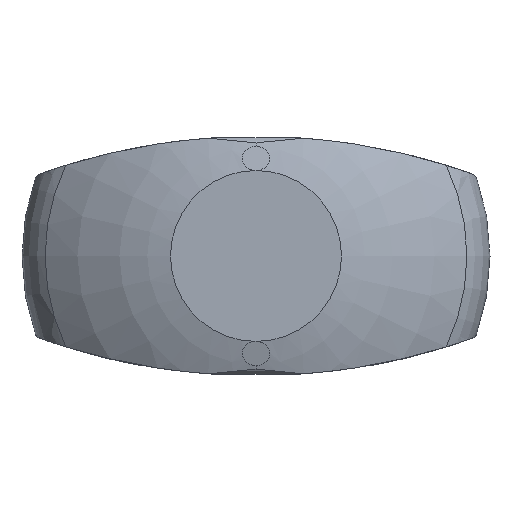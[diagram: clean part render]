
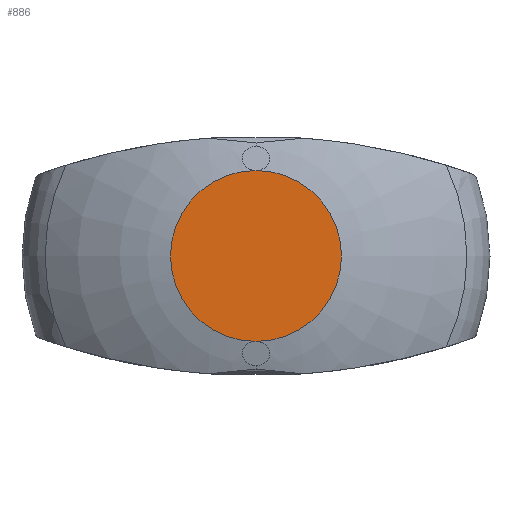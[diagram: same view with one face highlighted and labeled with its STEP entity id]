
A CAD part, top view. The second image highlights one B-rep face of the part: STEP entity #886.
In plain terms, the highlighted planar face has unit normal (0, 0, 1).
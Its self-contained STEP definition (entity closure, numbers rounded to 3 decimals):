
#836=EDGE_CURVE('',#1136,#1206,#1956,.T.);
#886=ADVANCED_FACE('',(#2009),#2010,.T.);
#1136=VERTEX_POINT('',#2284);
#1206=VERTEX_POINT('',#2359);
#1480=EDGE_CURVE('',#1206,#1136,#2660,.T.);
#1956=CIRCLE('',#3901,8.95);
#2009=FACE_OUTER_BOUND('',#4005,.T.);
#2010=PLANE('',#4006);
#2284=CARTESIAN_POINT('',(0.0,-8.95,40.5));
#2359=CARTESIAN_POINT('',(0.0,8.95,40.5));
#2660=CIRCLE('',#6184,8.95);
#3901=AXIS2_PLACEMENT_3D('',#7018,#7019,#7020);
#4005=EDGE_LOOP('',(#7071,#7072));
#4006=AXIS2_PLACEMENT_3D('',#7073,#7074,#7075);
#6184=AXIS2_PLACEMENT_3D('',#7774,#7775,#7776);
#7018=CARTESIAN_POINT('',(0.0,0.,40.5));
#7019=DIRECTION('',(-0.0,0.,-1.0));
#7020=DIRECTION('',(-1.0,0.0,0.0));
#7071=ORIENTED_EDGE('',*,*,#836,.F.);
#7072=ORIENTED_EDGE('',*,*,#1480,.F.);
#7073=CARTESIAN_POINT('',(-4.475,0.,40.5));
#7074=DIRECTION('',(0.,0.,1.0));
#7075=DIRECTION('',(1.0,0.,0.));
#7774=CARTESIAN_POINT('',(0.0,0.,40.5));
#7775=DIRECTION('',(-0.0,0.,-1.0));
#7776=DIRECTION('',(-1.0,0.0,0.0));
